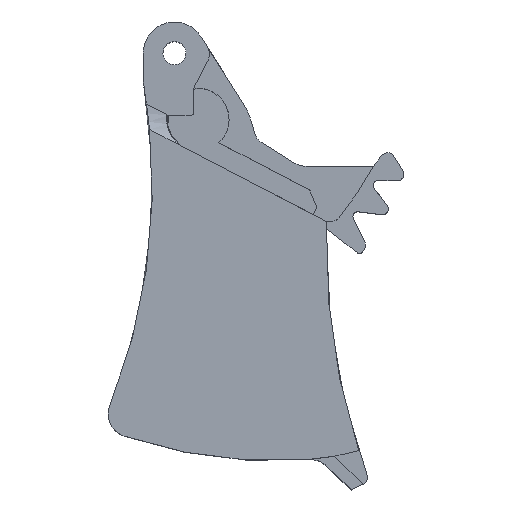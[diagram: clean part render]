
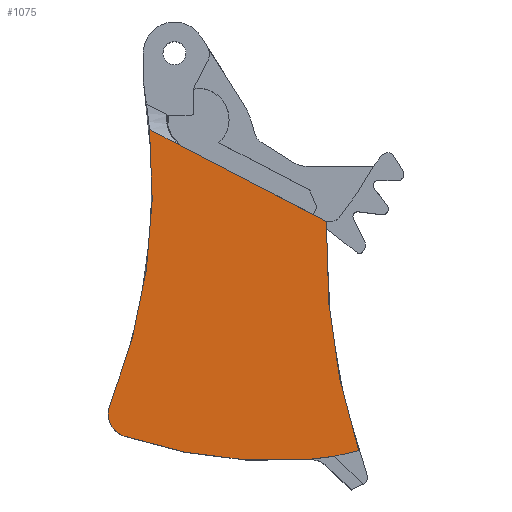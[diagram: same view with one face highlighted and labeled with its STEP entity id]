
A CAD part, top view. The second image highlights one B-rep face of the part: STEP entity #1075.
In plain terms, the highlighted free-form (B-spline) face has degree [1, 1] with [2, 2] control points.
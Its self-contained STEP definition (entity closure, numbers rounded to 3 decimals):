
#438 = VERTEX_POINT('',#439);
#439 = CARTESIAN_POINT('',(31.728,-330.992,
    189.545));
#452 = EDGE_CURVE('',#438,#453,#455,.T.);
#453 = VERTEX_POINT('',#454);
#454 = CARTESIAN_POINT('',(-88.009,-268.746,
    189.545));
#455 = B_SPLINE_CURVE_WITH_KNOTS('',1,(#456,#457),.UNSPECIFIED.,.F.,.F.,
  (2,2),(0.,124.78),.PIECEWISE_BEZIER_KNOTS.);
#456 = CARTESIAN_POINT('',(31.728,-330.992,
    189.545));
#457 = CARTESIAN_POINT('',(-88.009,-268.746,
    189.545));
#1054 = EDGE_CURVE('',#453,#1055,#1057,.T.);
#1055 = VERTEX_POINT('',#1056);
#1056 = CARTESIAN_POINT('',(-227.571,-1240.419,
    189.545));
#1057 = ( BOUNDED_CURVE() B_SPLINE_CURVE(2,(#1058,#1059,#1060),
.UNSPECIFIED.,.F.,.F.) B_SPLINE_CURVE_WITH_KNOTS((3,3),(0.,
0.481),.PIECEWISE_BEZIER_KNOTS.) CURVE() 
GEOMETRIC_REPRESENTATION_ITEM() RATIONAL_B_SPLINE_CURVE((1.,
0.971,1.)) REPRESENTATION_ITEM('') );
#1058 = CARTESIAN_POINT('',(-88.009,-268.746,
    189.545));
#1059 = CARTESIAN_POINT('',(-38.617,-771.699,
    189.545));
#1060 = CARTESIAN_POINT('',(-227.571,-1240.419,
    189.545));
#1075 = ADVANCED_FACE('',(#1076),#1124,.T.);
#1076 = FACE_BOUND('',#1077,.F.);
#1077 = EDGE_LOOP('',(#1078,#1079,#1086,#1093,#1101,#1109,#1117,#1123));
#1078 = ORIENTED_EDGE('',*,*,#452,.F.);
#1079 = ORIENTED_EDGE('',*,*,#1080,.F.);
#1080 = EDGE_CURVE('',#1081,#438,#1083,.T.);
#1081 = VERTEX_POINT('',#1082);
#1082 = CARTESIAN_POINT('',(536.445,-593.37,
    189.545));
#1083 = B_SPLINE_CURVE_WITH_KNOTS('',1,(#1084,#1085),.UNSPECIFIED.,.F.,
  .F.,(2,2),(0.,525.972),.PIECEWISE_BEZIER_KNOTS.);
#1084 = CARTESIAN_POINT('',(536.445,-593.37,
    189.545));
#1085 = CARTESIAN_POINT('',(31.728,-330.992,
    189.545));
#1086 = ORIENTED_EDGE('',*,*,#1087,.T.);
#1087 = EDGE_CURVE('',#1081,#1088,#1090,.T.);
#1088 = VERTEX_POINT('',#1089);
#1089 = CARTESIAN_POINT('',(535.671,-618.081,
    189.545));
#1090 = B_SPLINE_CURVE_WITH_KNOTS('',1,(#1091,#1092),.UNSPECIFIED.,.F.,
  .F.,(2,2),(0.,22.86),.PIECEWISE_BEZIER_KNOTS.);
#1091 = CARTESIAN_POINT('',(536.445,-593.37,
    189.545));
#1092 = CARTESIAN_POINT('',(535.671,-618.081,
    189.545));
#1093 = ORIENTED_EDGE('',*,*,#1094,.F.);
#1094 = EDGE_CURVE('',#1095,#1088,#1097,.T.);
#1095 = VERTEX_POINT('',#1096);
#1096 = CARTESIAN_POINT('',(648.993,-1400.677,
    189.545));
#1097 = ( BOUNDED_CURVE() B_SPLINE_CURVE(2,(#1098,#1099,#1100),
.UNSPECIFIED.,.F.,.F.) B_SPLINE_CURVE_WITH_KNOTS((3,3),(0.,
0.34),.PIECEWISE_BEZIER_KNOTS.) CURVE() 
GEOMETRIC_REPRESENTATION_ITEM() RATIONAL_B_SPLINE_CURVE((1.,
0.986,1.)) REPRESENTATION_ITEM('') );
#1098 = CARTESIAN_POINT('',(648.993,-1400.677,
    189.545));
#1099 = CARTESIAN_POINT('',(525.227,-1019.096,
    189.545));
#1100 = CARTESIAN_POINT('',(535.671,-618.081,
    189.545));
#1101 = ORIENTED_EDGE('',*,*,#1102,.F.);
#1102 = EDGE_CURVE('',#1103,#1095,#1105,.T.);
#1103 = VERTEX_POINT('',#1104);
#1104 = CARTESIAN_POINT('',(471.958,-1431.543,
    189.545));
#1105 = ( BOUNDED_CURVE() B_SPLINE_CURVE(2,(#1106,#1107,#1108),
.UNSPECIFIED.,.F.,.F.) B_SPLINE_CURVE_WITH_KNOTS((3,3),(0.,
0.197),.PIECEWISE_BEZIER_KNOTS.) CURVE() 
GEOMETRIC_REPRESENTATION_ITEM() RATIONAL_B_SPLINE_CURVE((1.,
0.995,1.)) REPRESENTATION_ITEM('') );
#1106 = CARTESIAN_POINT('',(471.958,-1431.543,
    189.545));
#1107 = CARTESIAN_POINT('',(562.003,-1424.87,
    189.545));
#1108 = CARTESIAN_POINT('',(648.993,-1400.677,
    189.545));
#1109 = ORIENTED_EDGE('',*,*,#1110,.F.);
#1110 = EDGE_CURVE('',#1111,#1103,#1113,.T.);
#1111 = VERTEX_POINT('',#1112);
#1112 = CARTESIAN_POINT('',(-177.52,-1349.305,
    189.545));
#1113 = ( BOUNDED_CURVE() B_SPLINE_CURVE(2,(#1114,#1115,#1116),
.UNSPECIFIED.,.F.,.F.) B_SPLINE_CURVE_WITH_KNOTS((3,3),(0.,
0.4),.PIECEWISE_BEZIER_KNOTS.) CURVE() 
GEOMETRIC_REPRESENTATION_ITEM() RATIONAL_B_SPLINE_CURVE((1.,
0.98,1.)) REPRESENTATION_ITEM('') );
#1114 = CARTESIAN_POINT('',(-177.52,-1349.305,
    189.545));
#1115 = CARTESIAN_POINT('',(138.887,-1456.227,
    189.545));
#1116 = CARTESIAN_POINT('',(471.958,-1431.543,
    189.545));
#1117 = ORIENTED_EDGE('',*,*,#1118,.F.);
#1118 = EDGE_CURVE('',#1055,#1111,#1119,.T.);
#1119 = ( BOUNDED_CURVE() B_SPLINE_CURVE(2,(#1120,#1121,#1122),
.UNSPECIFIED.,.F.,.F.) B_SPLINE_CURVE_WITH_KNOTS((3,3),(0.,
1.628),.PIECEWISE_BEZIER_KNOTS.) CURVE() 
GEOMETRIC_REPRESENTATION_ITEM() RATIONAL_B_SPLINE_CURVE((1.,
0.687,1.)) REPRESENTATION_ITEM('') );
#1120 = CARTESIAN_POINT('',(-227.571,-1240.419,
    189.545));
#1121 = CARTESIAN_POINT('',(-260.203,-1321.365,
    189.545));
#1122 = CARTESIAN_POINT('',(-177.52,-1349.305,
    189.545));
#1123 = ORIENTED_EDGE('',*,*,#1054,.F.);
#1124 = B_SPLINE_SURFACE_WITH_KNOTS('',1,1,(
    (#1125,#1126)
    ,(#1127,#1128
    )),.UNSPECIFIED.,.F.,.F.,.F.,(2,2),(2,2),(-215.947,
    600.082),(-1327.824,-248.492),
  .PIECEWISE_BEZIER_KNOTS.);
#1125 = CARTESIAN_POINT('',(-233.548,-1436.051,
    189.545));
#1126 = CARTESIAN_POINT('',(-233.548,-268.746,
    189.545));
#1127 = CARTESIAN_POINT('',(648.993,-1436.051,
    189.545));
#1128 = CARTESIAN_POINT('',(648.993,-268.746,
    189.545));
